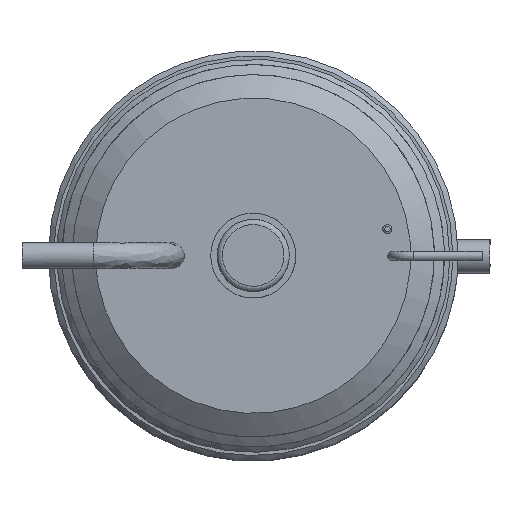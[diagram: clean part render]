
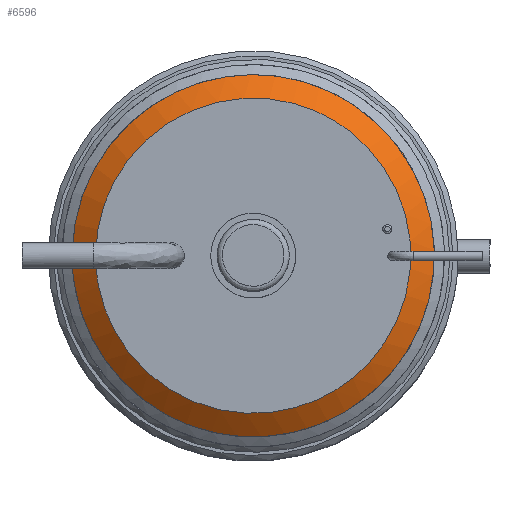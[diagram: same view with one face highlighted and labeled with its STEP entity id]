
A CAD part, top view. The second image highlights one B-rep face of the part: STEP entity #6596.
In plain terms, the highlighted free-form (B-spline) face has degree [2, 1] with [7, 2] control points.
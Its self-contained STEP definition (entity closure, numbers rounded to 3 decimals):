
#6405 = EDGE_CURVE('',#6406,#6406,#6408,.T.);
#6406 = VERTEX_POINT('',#6407);
#6407 = CARTESIAN_POINT('',(-39.101,0.,22.257));
#6408 = ( BOUNDED_CURVE() B_SPLINE_CURVE(2,(#6409,#6410,#6411,#6412,
#6413,#6414,#6415),.UNSPECIFIED.,.T.,.F.) B_SPLINE_CURVE_WITH_KNOTS((1,2
    ,2,2,2,1),(-2.094,0.,2.094,4.189,
6.283,8.378),.UNSPECIFIED.) CURVE() 
GEOMETRIC_REPRESENTATION_ITEM() RATIONAL_B_SPLINE_CURVE((1.,0.5,1.,0.5,
1.,0.5,1.)) REPRESENTATION_ITEM('') );
#6409 = CARTESIAN_POINT('',(-39.101,0.,22.257));
#6410 = CARTESIAN_POINT('',(-39.101,67.724,
    22.257));
#6411 = CARTESIAN_POINT('',(19.55,33.862,
    22.257));
#6412 = CARTESIAN_POINT('',(78.201,0.,
    22.257));
#6413 = CARTESIAN_POINT('',(19.55,-33.862,
    22.257));
#6414 = CARTESIAN_POINT('',(-39.101,-67.724,
    22.257));
#6415 = CARTESIAN_POINT('',(-39.101,0.,22.257));
#6548 = EDGE_CURVE('',#6549,#6549,#6551,.T.);
#6549 = VERTEX_POINT('',#6550);
#6550 = CARTESIAN_POINT('',(-44.947,0.,17.872));
#6551 = ( BOUNDED_CURVE() B_SPLINE_CURVE(2,(#6552,#6553,#6554,#6555,
#6556,#6557,#6558),.UNSPECIFIED.,.T.,.F.) B_SPLINE_CURVE_WITH_KNOTS((1,2
    ,2,2,2,1),(-2.094,0.,2.094,4.189,
6.283,8.378),.UNSPECIFIED.) CURVE() 
GEOMETRIC_REPRESENTATION_ITEM() RATIONAL_B_SPLINE_CURVE((1.,0.5,1.,0.5,
1.,0.5,1.)) REPRESENTATION_ITEM('') );
#6552 = CARTESIAN_POINT('',(-44.947,0.,17.872));
#6553 = CARTESIAN_POINT('',(-44.947,77.851,
    17.872));
#6554 = CARTESIAN_POINT('',(22.474,38.925,
    17.872));
#6555 = CARTESIAN_POINT('',(89.894,0.,
    17.872));
#6556 = CARTESIAN_POINT('',(22.474,-38.925,
    17.872));
#6557 = CARTESIAN_POINT('',(-44.947,-77.851,
    17.872));
#6558 = CARTESIAN_POINT('',(-44.947,0.,17.872));
#6596 = ADVANCED_FACE('',(#6597),#6607,.T.);
#6597 = FACE_BOUND('',#6598,.T.);
#6598 = EDGE_LOOP('',(#6599,#6600,#6605,#6606));
#6599 = ORIENTED_EDGE('',*,*,#6405,.T.);
#6600 = ORIENTED_EDGE('',*,*,#6601,.T.);
#6601 = EDGE_CURVE('',#6406,#6549,#6602,.T.);
#6602 = B_SPLINE_CURVE_WITH_KNOTS('',1,(#6603,#6604),.UNSPECIFIED.,.F.,
  .F.,(2,2),(0.,6.35),.PIECEWISE_BEZIER_KNOTS.);
#6603 = CARTESIAN_POINT('',(-39.101,0.,22.257));
#6604 = CARTESIAN_POINT('',(-44.947,0.,17.872));
#6605 = ORIENTED_EDGE('',*,*,#6548,.F.);
#6606 = ORIENTED_EDGE('',*,*,#6601,.F.);
#6607 = ( BOUNDED_SURFACE() B_SPLINE_SURFACE(2,1,(
    (#6608,#6609)
    ,(#6610,#6611)
    ,(#6612,#6613)
    ,(#6614,#6615)
    ,(#6616,#6617)
    ,(#6618,#6619)
    ,(#6620,#6621
)),.UNSPECIFIED.,.T.,.F.,.F.) B_SPLINE_SURFACE_WITH_KNOTS((1,2,2,2,2,1),
  (2,2),(-2.094,0.,2.094,4.189,6.283,
    8.378),(0.,6.35),.UNSPECIFIED.) 
GEOMETRIC_REPRESENTATION_ITEM() RATIONAL_B_SPLINE_SURFACE((
    (1.,1.)
    ,(0.5,0.5)
    ,(1.,1.)
    ,(0.5,0.5)
    ,(1.,1.)
    ,(0.5,0.5)
,(1.,1.))) REPRESENTATION_ITEM('') SURFACE() );
#6608 = CARTESIAN_POINT('',(-39.101,0.,22.257));
#6609 = CARTESIAN_POINT('',(-44.947,0.,17.872));
#6610 = CARTESIAN_POINT('',(-39.101,67.724,
    22.257));
#6611 = CARTESIAN_POINT('',(-44.947,77.851,
    17.872));
#6612 = CARTESIAN_POINT('',(19.55,33.862,
    22.257));
#6613 = CARTESIAN_POINT('',(22.474,38.925,
    17.872));
#6614 = CARTESIAN_POINT('',(78.201,0.,
    22.257));
#6615 = CARTESIAN_POINT('',(89.894,0.,
    17.872));
#6616 = CARTESIAN_POINT('',(19.55,-33.862,
    22.257));
#6617 = CARTESIAN_POINT('',(22.474,-38.925,
    17.872));
#6618 = CARTESIAN_POINT('',(-39.101,-67.724,
    22.257));
#6619 = CARTESIAN_POINT('',(-44.947,-77.851,
    17.872));
#6620 = CARTESIAN_POINT('',(-39.101,0.,22.257));
#6621 = CARTESIAN_POINT('',(-44.947,0.,17.872));
